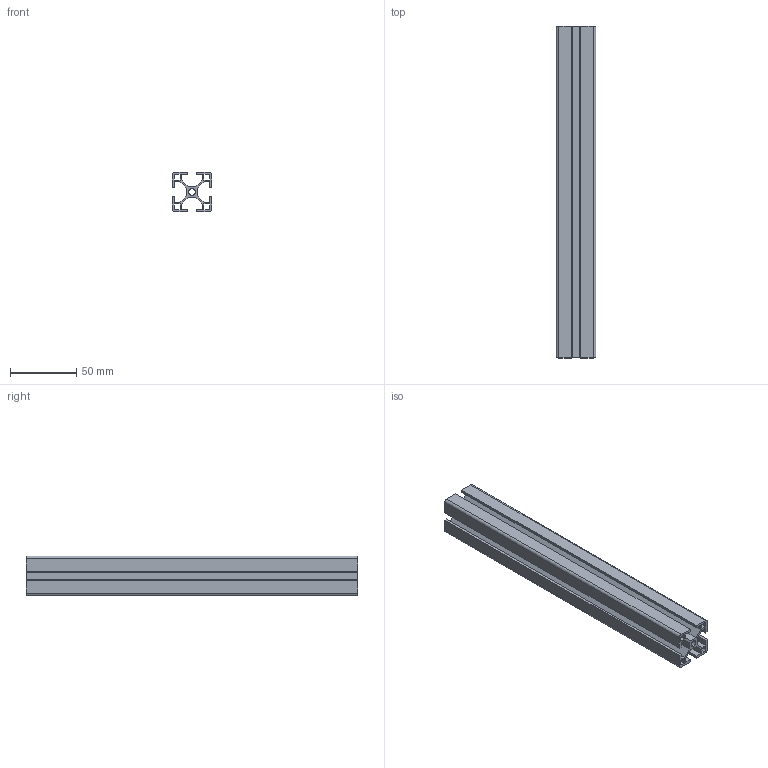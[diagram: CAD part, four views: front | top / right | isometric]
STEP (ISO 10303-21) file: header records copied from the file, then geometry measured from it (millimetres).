
FILE_DESCRIPTION (( 'STEP AP203' ), '1' );
FILE_NAME ('Aluminium Profile 3030 30x30 mm.STEP', '2023-09-03T08:49:58', ( '' ), ( '' ), 'SwSTEP 2.0', 'SolidWorks 2013', '' );
FILE_SCHEMA (( 'CONFIG_CONTROL_DESIGN' ));
Length unit declared in the file: millimetre
Products named in the file (1): Aluminium Profile 3030 30x30 mm
Bounding box: 30 x 250 x 30 mm (x, y, z)
Volume: 69517.3 mm3; surface area: 84884.8 mm2
Topology: 1 solids, 1 shells, 72 faces, 210 edges, 140 vertices
Faces by surface type: plane 62, cylinder 10
Entity records: 2451 total; most frequent: CARTESIAN_POINT 423, ORIENTED_EDGE 420, DIRECTION 376, EDGE_CURVE 210, LINE 190, VECTOR 190, VERTEX_POINT 140, AXIS2_PLACEMENT_3D 93
